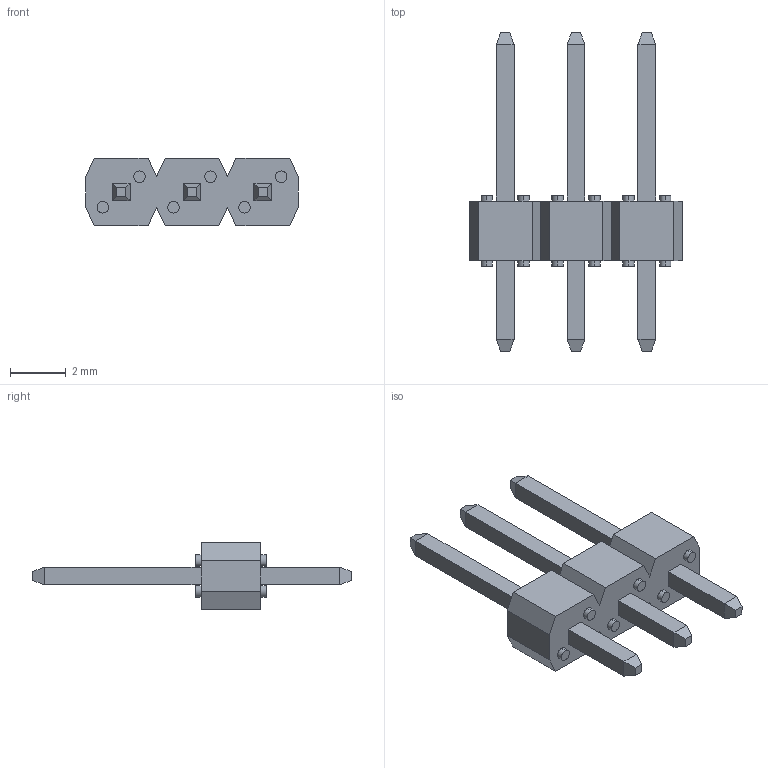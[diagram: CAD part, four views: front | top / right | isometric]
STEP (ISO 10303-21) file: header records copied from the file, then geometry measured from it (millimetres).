
FILE_DESCRIPTION (( 'STEP AP214' ), '1' );
FILE_NAME ('68001-103HLF.STEP', '2023-05-20T22:36:00', ( '' ), ( '' ), 'SwSTEP 2.0', 'SolidWorks 2021', '' );
FILE_SCHEMA (( 'AUTOMOTIVE_DESIGN' ));
Length unit declared in the file: millimetre
Products named in the file (3): 68000 gold body_03; 68001-103HLF; pin^68000 Gold
Assembly tree (4 placements, depth 2):
  68001-103HLF
    68000 gold body_03
    pin^68000 Gold  x3
Bounding box: 7.62 x 11.43 x 2.41 mm (x, y, z)
Volume: 48.1 mm3; surface area: 186.7 mm2
Topology: 4 solids, 4 shells, 112 faces, 252 edges, 160 vertices
Faces by surface type: plane 88, cylinder 24
Entity records: 2522 total; most frequent: DIRECTION 426, CARTESIAN_POINT 415, ORIENTED_EDGE 392, EDGE_CURVE 196, VECTOR 148, LINE 148, AXIS2_PLACEMENT_3D 139, VERTEX_POINT 128
